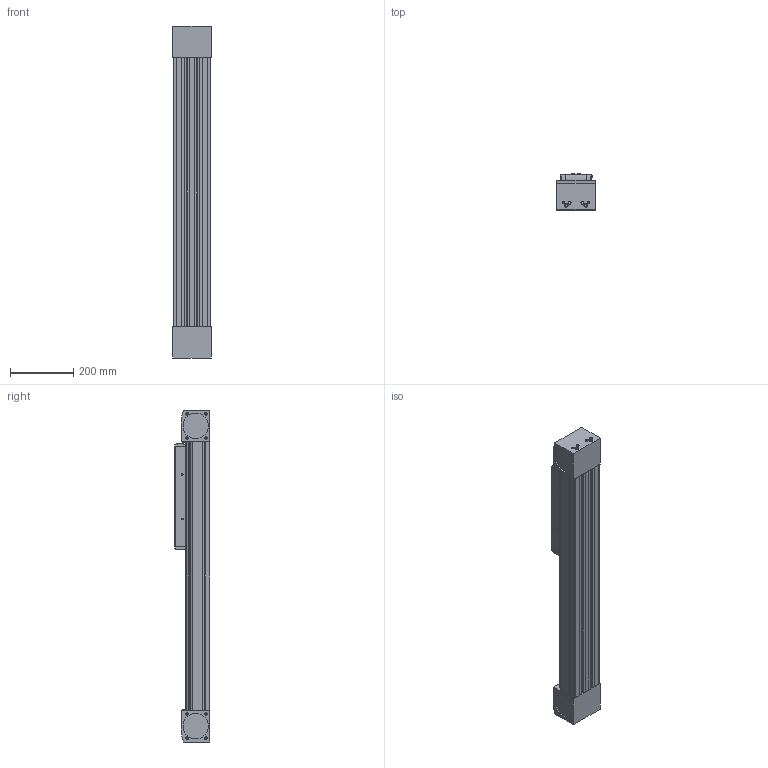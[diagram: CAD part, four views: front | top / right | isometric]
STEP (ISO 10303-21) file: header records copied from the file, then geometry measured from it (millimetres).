
FILE_DESCRIPTION(/* description */ ('STEP AP214'),/* implementation_level */ '2;1');
FILE_NAME(/* name */ '8041865_ELGA-TB-KF-120-500-0H',/* time_stamp */ '2024-08-27T17:22:54+02:00',/* author */ ('License CC BY-ND 4.0'),/* organization */ ('CADENAS'),/* preprocessor_version */ 'ST-DEVELOPER v19.3',/* originating_system */ 'PARTsolutions',/* authorisation */ ' ');
FILE_SCHEMA (('AUTOMOTIVE_DESIGN {1 0 10303 214 3 1 1}'));
Length unit declared in the file: millimetre
Products named in the file (6): 8041865 ELGA-TB-KF-120-500-0H---(0); 8024916 ELGA-TB-KF-120-500-0----(g); 8024916 ELGA-TB-KF-120(s); 8137184 ZBH-9-B; EGC-HD-220-TB__(CUP); DIN-913 - M8x8
Assembly tree (12 placements, depth 2):
  8041865 ELGA-TB-KF-120-500-0H---(0)
    8024916 ELGA-TB-KF-120-500-0----(g)
    8024916 ELGA-TB-KF-120(s)
    8137184 ZBH-9-B  x2
    EGC-HD-220-TB__(CUP)  x4
    DIN-913 - M8x8  x4
Bounding box: 120 x 113.3 x 1046 mm (x, y, z)
Volume: 8764728.8 mm3; surface area: 1162311.5 mm2
Topology: 12 solids, 12 shells, 720 faces, 1759 edges, 1126 vertices
Faces by surface type: plane 404, cylinder 194, cone 110, torus 12
Full cylindrical faces by diameter (mm): 4.134 x12, 4.917 x8, 6 x4, 6.647 x20, 8 x4, 9 x12, 13 x4, 23 x4, 23.5 x2, 72 x4, 80 x8
Entity records: 20067 total; most frequent: DIRECTION 3223, CARTESIAN_POINT 3211, ORIENTED_EDGE 2894, EDGE_CURVE 1447, AXIS2_PLACEMENT_3D 1122, VERTEX_POINT 1052, LINE 979, VECTOR 979
